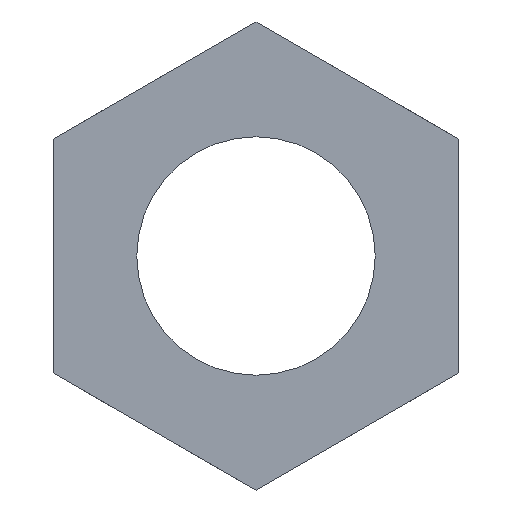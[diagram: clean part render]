
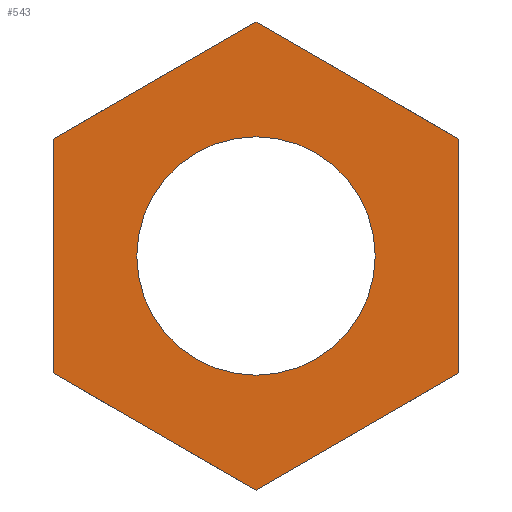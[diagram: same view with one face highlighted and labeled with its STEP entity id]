
A CAD part, front view. The second image highlights one B-rep face of the part: STEP entity #543.
In plain terms, the highlighted planar face has unit normal (0, -1, 0).
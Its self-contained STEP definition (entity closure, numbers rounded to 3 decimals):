
#4 = VECTOR ( 'NONE', #409, 1000. ) ;
#6 = VECTOR ( 'NONE', #417, 1000. ) ;
#7 = AXIS2_PLACEMENT_3D ( 'NONE', #308, #305, #331 ) ;
#11 = VECTOR ( 'NONE', #509, 1000. ) ;
#22 = VECTOR ( 'NONE', #386, 1000. ) ;
#24 = CIRCLE ( 'NONE', #46, 5. ) ;
#34 = AXIS2_PLACEMENT_3D ( 'NONE', #313, #311, #309 ) ;
#40 = VECTOR ( 'NONE', #479, 1000. ) ;
#46 = AXIS2_PLACEMENT_3D ( 'NONE', #288, #287, #295 ) ;
#51 = CIRCLE ( 'NONE', #34, 5. ) ;
#65 = VECTOR ( 'NONE', #520, 1000. ) ;
#98 = ORIENTED_EDGE ( 'NONE', *, *, #581, .F. ) ;
#99 = ORIENTED_EDGE ( 'NONE', *, *, #577, .F. ) ;
#100 = ORIENTED_EDGE ( 'NONE', *, *, #579, .F. ) ;
#110 = EDGE_LOOP ( 'NONE', ( #134, #135 ) ) ;
#120 = EDGE_LOOP ( 'NONE', ( #168, #100, #98, #99, #124, #122 ) ) ;
#122 = ORIENTED_EDGE ( 'NONE', *, *, #545, .F. ) ;
#124 = ORIENTED_EDGE ( 'NONE', *, *, #547, .F. ) ;
#134 = ORIENTED_EDGE ( 'NONE', *, *, #537, .T. ) ;
#135 = ORIENTED_EDGE ( 'NONE', *, *, #542, .T. ) ;
#168 = ORIENTED_EDGE ( 'NONE', *, *, #551, .F. ) ;
#182 = LINE ( 'NONE', #459, #4 ) ;
#209 = LINE ( 'NONE', #483, #6 ) ;
#229 = LINE ( 'NONE', #492, #11 ) ;
#230 = LINE ( 'NONE', #524, #65 ) ;
#232 = LINE ( 'NONE', #517, #40 ) ;
#234 = FACE_BOUND ( 'NONE', #110, .T. ) ;
#235 = FACE_OUTER_BOUND ( 'NONE', #120, .T. ) ;
#246 = LINE ( 'NONE', #403, #22 ) ;
#250 = VERTEX_POINT ( 'NONE', #358 ) ;
#251 = VERTEX_POINT ( 'NONE', #360 ) ;
#260 = VERTEX_POINT ( 'NONE', #341 ) ;
#261 = VERTEX_POINT ( 'NONE', #296 ) ;
#266 = VERTEX_POINT ( 'NONE', #301 ) ;
#267 = VERTEX_POINT ( 'NONE', #292 ) ;
#268 = VERTEX_POINT ( 'NONE', #290 ) ;
#269 = VERTEX_POINT ( 'NONE', #293 ) ;
#287 = DIRECTION ( 'NONE',  ( 0., 1., 0. ) ) ;
#288 = CARTESIAN_POINT ( 'NONE',  ( 0., 0., 0. ) ) ;
#290 = CARTESIAN_POINT ( 'NONE',  ( 0., 0., -9.815 ) ) ;
#292 = CARTESIAN_POINT ( 'NONE',  ( 0., 0., 9.815 ) ) ;
#293 = CARTESIAN_POINT ( 'NONE',  ( 0., 0., -5. ) ) ;
#295 = DIRECTION ( 'NONE',  ( 0., 0., 1. ) ) ;
#296 = CARTESIAN_POINT ( 'NONE',  ( 8.5, 0., -4.907 ) ) ;
#301 = CARTESIAN_POINT ( 'NONE',  ( -8.5, 0., -4.907 ) ) ;
#305 = DIRECTION ( 'NONE',  ( 0., 1., 0. ) ) ;
#308 = CARTESIAN_POINT ( 'NONE',  ( 0., 0., 9.815 ) ) ;
#309 = DIRECTION ( 'NONE',  ( 0., 0., 1. ) ) ;
#311 = DIRECTION ( 'NONE',  ( 0., 1., 0. ) ) ;
#313 = CARTESIAN_POINT ( 'NONE',  ( 0., 0., 0. ) ) ;
#331 = DIRECTION ( 'NONE',  ( 0., 0., 1. ) ) ;
#340 = PLANE ( 'NONE',  #7 ) ;
#341 = CARTESIAN_POINT ( 'NONE',  ( 8.5, 0., 4.907 ) ) ;
#358 = CARTESIAN_POINT ( 'NONE',  ( 0., 0., 5. ) ) ;
#360 = CARTESIAN_POINT ( 'NONE',  ( -8.5, 0., 4.907 ) ) ;
#386 = DIRECTION ( 'NONE',  ( -0.866, 0., 0.5 ) ) ;
#403 = CARTESIAN_POINT ( 'NONE',  ( 0., 0., -9.815 ) ) ;
#409 = DIRECTION ( 'NONE',  ( 0., 0., 1. ) ) ;
#417 = DIRECTION ( 'NONE',  ( -0.866, 0., -0.5 ) ) ;
#459 = CARTESIAN_POINT ( 'NONE',  ( -8.5, 0., -4.907 ) ) ;
#479 = DIRECTION ( 'NONE',  ( 0.866, 0., -0.5 ) ) ;
#483 = CARTESIAN_POINT ( 'NONE',  ( 8.5, 0., -4.907 ) ) ;
#492 = CARTESIAN_POINT ( 'NONE',  ( -8.5, 0., 4.907 ) ) ;
#509 = DIRECTION ( 'NONE',  ( 0.866, 0., 0.5 ) ) ;
#517 = CARTESIAN_POINT ( 'NONE',  ( 0., 0., 9.815 ) ) ;
#520 = DIRECTION ( 'NONE',  ( 0., 0., -1. ) ) ;
#524 = CARTESIAN_POINT ( 'NONE',  ( 8.5, 0., 4.907 ) ) ;
#537 = EDGE_CURVE ( 'NONE', #269, #250, #24, .T. ) ;
#542 = EDGE_CURVE ( 'NONE', #250, #269, #51, .T. ) ;
#543 = ADVANCED_FACE ( 'NONE', ( #235, #234 ), #340, .F. ) ;
#545 = EDGE_CURVE ( 'NONE', #267, #260, #232, .T. ) ;
#547 = EDGE_CURVE ( 'NONE', #260, #261, #230, .T. ) ;
#551 = EDGE_CURVE ( 'NONE', #251, #267, #229, .T. ) ;
#577 = EDGE_CURVE ( 'NONE', #261, #268, #209, .T. ) ;
#579 = EDGE_CURVE ( 'NONE', #266, #251, #182, .T. ) ;
#581 = EDGE_CURVE ( 'NONE', #268, #266, #246, .T. ) ;
